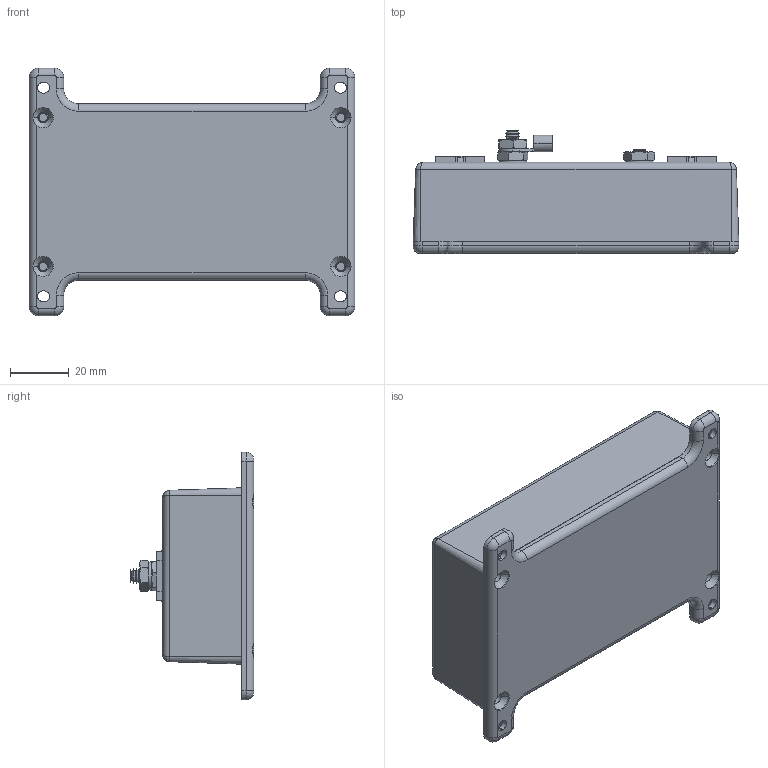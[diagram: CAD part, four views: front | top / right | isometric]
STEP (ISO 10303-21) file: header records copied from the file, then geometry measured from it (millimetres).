
FILE_DESCRIPTION (( 'STEP AP214' ), '1' );
FILE_NAME ('PI-1C6-ATB-LPOD-4870_3D.STEP', '2020-06-16T15:52:23', ( '' ), ( '' ), 'SwSTEP 2.0', 'SolidWorks 2018', '' );
FILE_SCHEMA (( 'AUTOMOTIVE_DESIGN' ));
Length unit declared in the file: inch
Products named in the file (9): XF377-01; BT-CATX-P1-HP-MA1; XFW-0002; XFN-0003; XCT-0005; PI-1C6-ATB-LPOD-4870_3D; X-JACK2_5-01; X557969-1; XF471-01_with text
Assembly tree (13 placements, depth 2):
  PI-1C6-ATB-LPOD-4870_3D
    XF377-01
    XF471-01_with text
    X557969-1  x2
    X-JACK2_5-01
    XCT-0005
    XFN-0003  x3
    XFW-0002  x2
    BT-CATX-P1-HP-MA1  x2
Bounding box: 111.15 x 42.06 x 84.58 mm (x, y, z)
Volume: 45879.9 mm3; surface area: 56343.5 mm2
Topology: 13 solids, 13 shells, 1884 faces, 5012 edges, 3233 vertices
Faces by surface type: plane 1241, cylinder 260, cone 234, bspline 123, torus 26
Entity records: 62169 total; most frequent: CARTESIAN_POINT 17864, ORIENTED_EDGE 7248, DIRECTION 6400, EDGE_CURVE 3624, LINE 2714, VECTOR 2714, VERTEX_POINT 2351, AXIS2_PLACEMENT_3D 1843
